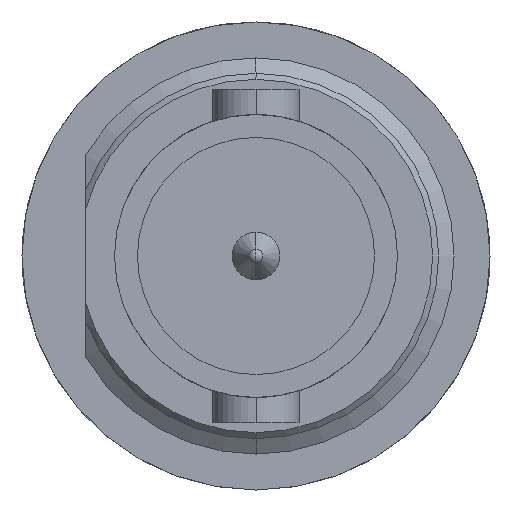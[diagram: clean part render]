
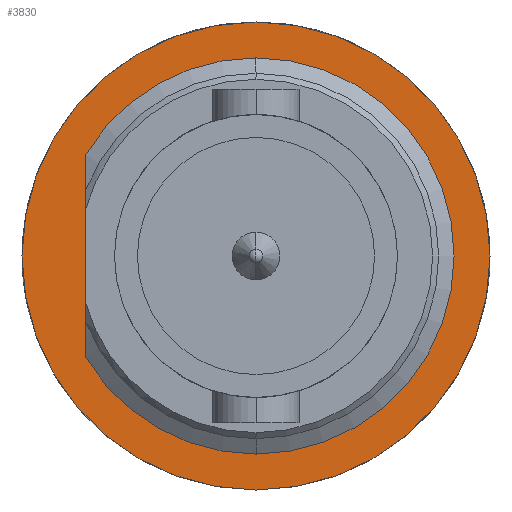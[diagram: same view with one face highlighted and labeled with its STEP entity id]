
A CAD part, left-side view. The second image highlights one B-rep face of the part: STEP entity #3830.
In plain terms, the highlighted planar face has unit normal (-1, 0, 0).
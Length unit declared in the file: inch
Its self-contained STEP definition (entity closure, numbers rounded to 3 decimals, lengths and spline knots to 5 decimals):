
#25 = CIRCLE ( 'NONE', #2084, 0.12498 ) ;
#52 = VERTEX_POINT ( 'NONE', #3606 ) ;
#287 = CIRCLE ( 'NONE', #3341, 0.14764 ) ;
#316 = CARTESIAN_POINT ( 'NONE',  ( 0.44291, 0., 0. ) ) ;
#386 = VERTEX_POINT ( 'NONE', #3624 ) ;
#410 = EDGE_LOOP ( 'NONE', ( #4135, #3202 ) ) ;
#415 = CARTESIAN_POINT ( 'NONE',  ( 0.44291, 0., 0.14764 ) ) ;
#466 = CARTESIAN_POINT ( 'NONE',  ( 0.44291, 0., 0. ) ) ;
#542 = AXIS2_PLACEMENT_3D ( 'NONE', #3995, #3371, #2402 ) ;
#586 = LINE ( 'NONE', #3225, #2361 ) ;
#722 = DIRECTION ( 'NONE',  ( 0., 0., -1. ) ) ;
#741 = VERTEX_POINT ( 'NONE', #415 ) ;
#894 = EDGE_CURVE ( 'NONE', #741, #908, #287, .T. ) ;
#908 = VERTEX_POINT ( 'NONE', #2690 ) ;
#909 = AXIS2_PLACEMENT_3D ( 'NONE', #2978, #1429, #722 ) ;
#922 = CARTESIAN_POINT ( 'NONE',  ( 0.44291, 0., 0. ) ) ;
#1060 = VERTEX_POINT ( 'NONE', #1467 ) ;
#1268 = CIRCLE ( 'NONE', #542, 0.14764 ) ;
#1269 = DIRECTION ( 'NONE',  ( 0., 0., 1. ) ) ;
#1429 = DIRECTION ( 'NONE',  ( 1., 0., 0. ) ) ;
#1467 = CARTESIAN_POINT ( 'NONE',  ( 0.44291, 0., -0.12498 ) ) ;
#1644 = FACE_BOUND ( 'NONE', #3246, .T. ) ;
#1727 = EDGE_CURVE ( 'NONE', #386, #52, #586, .T. ) ;
#1733 = DIRECTION ( 'NONE',  ( -1., 0., 0. ) ) ;
#1776 = EDGE_CURVE ( 'NONE', #1060, #3126, #4019, .T. ) ;
#2084 = AXIS2_PLACEMENT_3D ( 'NONE', #316, #2595, #1269 ) ;
#2141 = ORIENTED_EDGE ( 'NONE', *, *, #1776, .F. ) ;
#2361 = VECTOR ( 'NONE', #4203, 39.37008 ) ;
#2402 = DIRECTION ( 'NONE',  ( 0., 0., 1. ) ) ;
#2541 = CIRCLE ( 'NONE', #2924, 0.12498 ) ;
#2571 = EDGE_CURVE ( 'NONE', #386, #1060, #2541, .T. ) ;
#2595 = DIRECTION ( 'NONE',  ( -1., 0., 0. ) ) ;
#2611 = CARTESIAN_POINT ( 'NONE',  ( 0.44291, 0., 0.12498 ) ) ;
#2629 = ORIENTED_EDGE ( 'NONE', *, *, #3130, .F. ) ;
#2690 = CARTESIAN_POINT ( 'NONE',  ( 0.44291, 0., -0.14764 ) ) ;
#2702 = DIRECTION ( 'NONE',  ( 0., 0., 1. ) ) ;
#2876 = EDGE_CURVE ( 'NONE', #908, #741, #1268, .T. ) ;
#2909 = DIRECTION ( 'NONE',  ( -1., 0., 0. ) ) ;
#2924 = AXIS2_PLACEMENT_3D ( 'NONE', #4214, #2909, #3263 ) ;
#2978 = CARTESIAN_POINT ( 'NONE',  ( 0.44291, 0., -0.14764 ) ) ;
#2992 = FACE_OUTER_BOUND ( 'NONE', #410, .T. ) ;
#3126 = VERTEX_POINT ( 'NONE', #2611 ) ;
#3130 = EDGE_CURVE ( 'NONE', #3126, #52, #25, .T. ) ;
#3185 = DIRECTION ( 'NONE',  ( 0., 0., 1. ) ) ;
#3202 = ORIENTED_EDGE ( 'NONE', *, *, #2876, .T. ) ;
#3225 = CARTESIAN_POINT ( 'NONE',  ( 0.44291, 0.10731, -0.06407 ) ) ;
#3246 = EDGE_LOOP ( 'NONE', ( #3681, #4127, #2629, #2141 ) ) ;
#3263 = DIRECTION ( 'NONE',  ( 0., 0., 1. ) ) ;
#3341 = AXIS2_PLACEMENT_3D ( 'NONE', #466, #1733, #2702 ) ;
#3371 = DIRECTION ( 'NONE',  ( -1., 0., 0. ) ) ;
#3606 = CARTESIAN_POINT ( 'NONE',  ( 0.44291, 0.10731, 0.06407 ) ) ;
#3624 = CARTESIAN_POINT ( 'NONE',  ( 0.44291, 0.10731, -0.06407 ) ) ;
#3681 = ORIENTED_EDGE ( 'NONE', *, *, #2571, .F. ) ;
#3830 = ADVANCED_FACE ( 'NONE', ( #1644, #2992 ), #3950, .F. ) ;
#3834 = DIRECTION ( 'NONE',  ( -1., 0., 0. ) ) ;
#3950 = PLANE ( 'NONE',  #909 ) ;
#3995 = CARTESIAN_POINT ( 'NONE',  ( 0.44291, 0., 0. ) ) ;
#4019 = CIRCLE ( 'NONE', #4026, 0.12498 ) ;
#4026 = AXIS2_PLACEMENT_3D ( 'NONE', #922, #3834, #3185 ) ;
#4127 = ORIENTED_EDGE ( 'NONE', *, *, #1727, .T. ) ;
#4135 = ORIENTED_EDGE ( 'NONE', *, *, #894, .T. ) ;
#4203 = DIRECTION ( 'NONE',  ( 0., 0., 1. ) ) ;
#4214 = CARTESIAN_POINT ( 'NONE',  ( 0.44291, 0., 0. ) ) ;
